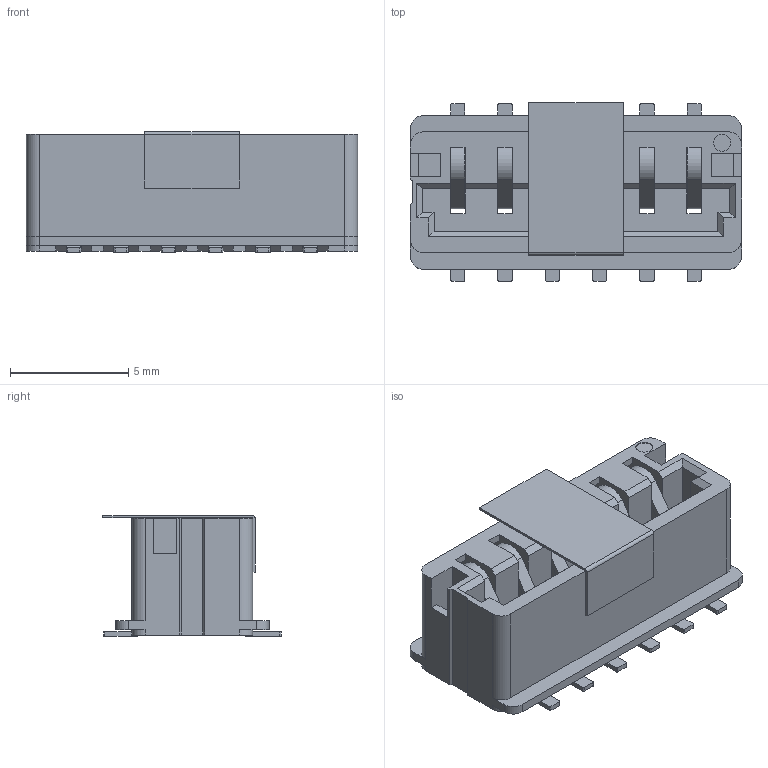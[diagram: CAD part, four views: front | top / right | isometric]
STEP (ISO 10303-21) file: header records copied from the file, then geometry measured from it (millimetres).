
FILE_DESCRIPTION(/* description */ ('Unknown'),/* implementation_level */ '2;1');
FILE_NAME(/* name */ '009159006551906',/* time_stamp */ '2024-05-07T13:31:18+02:00',/* author */ ('Unknown'),/* organization */ ('Unknown'),/* preprocessor_version */ 'ST-DEVELOPER v18.102',/* originating_system */ 'Solid Edge',/* authorisation */ 'Unknown');
FILE_SCHEMA (('AUTOMOTIVE_DESIGN {1 0 10303 214 3 1 1}'));
Length unit declared in the file: millimetre
Products named in the file (1): 009159006551906
Bounding box: 14 x 7.53 x 5.11 mm (x, y, z)
Volume: 212.7 mm3; surface area: 863.7 mm2
Topology: 14 solids, 14 shells, 425 faces, 1237 edges, 818 vertices
Faces by surface type: plane 338, cylinder 87
Full cylindrical faces by diameter (mm): 0.72 x1
Entity records: 14027 total; most frequent: CARTESIAN_POINT 2480, ORIENTED_EDGE 2472, DIRECTION 2262, EDGE_CURVE 1236, LINE 1062, VECTOR 1062, VERTEX_POINT 818, AXIS2_PLACEMENT_3D 600
